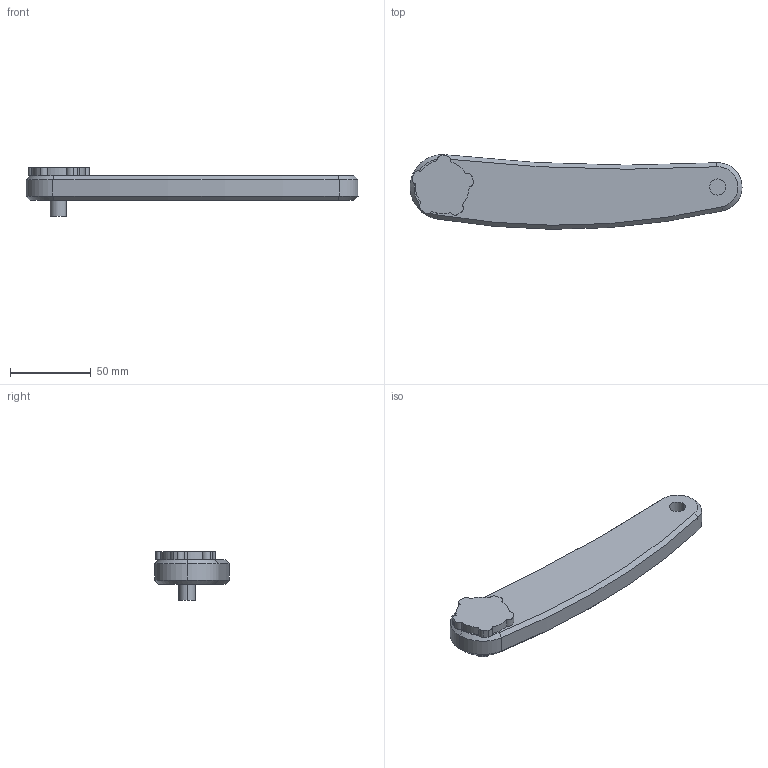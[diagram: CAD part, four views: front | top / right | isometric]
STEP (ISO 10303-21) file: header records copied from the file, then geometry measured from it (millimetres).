
FILE_DESCRIPTION (( 'STEP AP203' ), '1' );
FILE_NAME ('Part3.robotic_arm_Default_sldprt.STEP', '2023-12-13T13:05:27', ( '' ), ( '' ), 'SwSTEP 2.0', 'SolidWorks 2021', '' );
FILE_SCHEMA (( 'CONFIG_CONTROL_DESIGN' ));
Length unit declared in the file: millimetre
Products named in the file (1): Part3.robotic_arm_Default_sldprt
Bounding box: 205 x 46.06 x 30 mm (x, y, z)
Volume: 114699.4 mm3; surface area: 21783.4 mm2
Topology: 1 solids, 1 shells, 53 faces, 132 edges, 83 vertices
Faces by surface type: cylinder 28, plane 15, cone 10
Entity records: 1682 total; most frequent: DIRECTION 319, CARTESIAN_POINT 269, ORIENTED_EDGE 264, AXIS2_PLACEMENT_3D 133, EDGE_CURVE 132, VERTEX_POINT 83, CIRCLE 79, EDGE_LOOP 55
